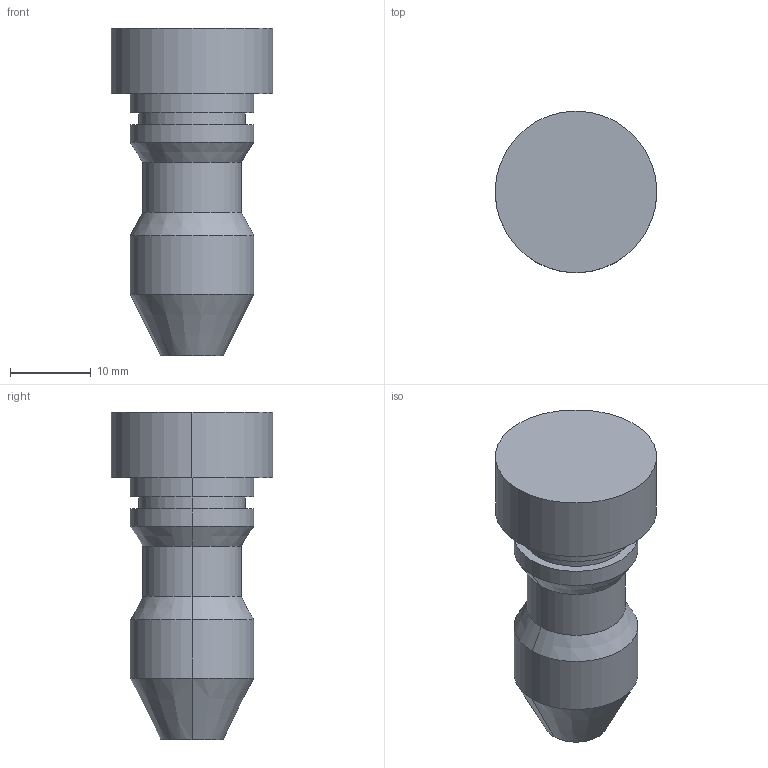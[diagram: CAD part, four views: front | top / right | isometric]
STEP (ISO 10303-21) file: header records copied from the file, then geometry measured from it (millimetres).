
FILE_DESCRIPTION (( 'STEP AP214' ), '1' );
FILE_NAME ('Stepped Shaft-1.STEP', '2025-03-11T08:54:04', ( '' ), ( '' ), 'SwSTEP 2.0', 'SolidWorks 2020', '' );
FILE_SCHEMA (( 'AUTOMOTIVE_DESIGN' ));
Length unit declared in the file: millimetre
Products named in the file (3): Stepped Shaft-1; DesignModel; CAM
Assembly tree (1 placements, depth 2):
  Stepped Shaft-1
    DesignModel
  CAM
Bounding box: 20.04 x 20.04 x 40.64 mm (x, y, z)
Volume: 7318.1 mm3; surface area: 2550.1 mm2
Topology: 1 solids, 1 shells, 23 faces, 44 edges, 26 vertices
Faces by surface type: cylinder 12, cone 6, plane 5
Entity records: 661 total; most frequent: DIRECTION 124, CARTESIAN_POINT 97, ORIENTED_EDGE 88, AXIS2_PLACEMENT_3D 53, EDGE_CURVE 44, EDGE_LOOP 26, VERTEX_POINT 26, CIRCLE 26
